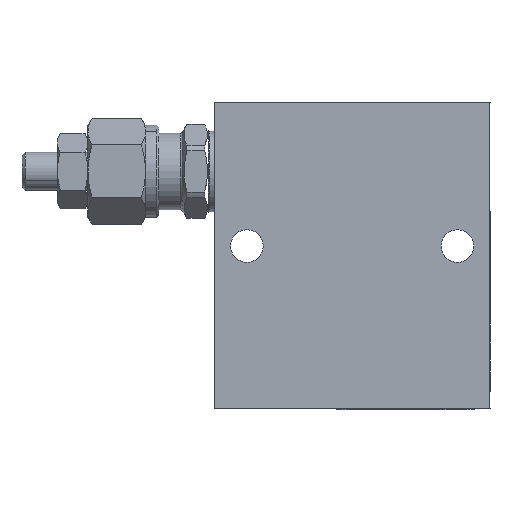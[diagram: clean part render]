
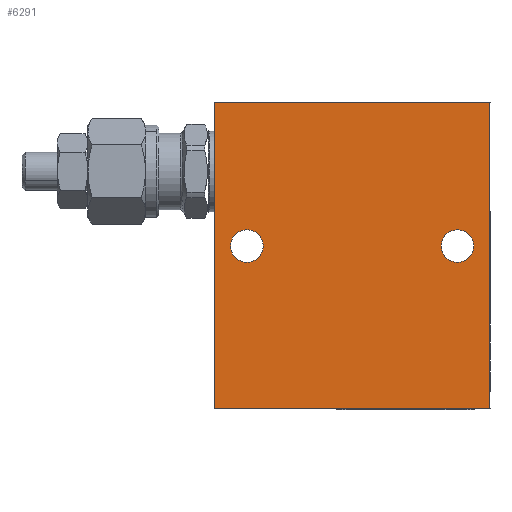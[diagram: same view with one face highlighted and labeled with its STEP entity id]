
A CAD part, left-side view. The second image highlights one B-rep face of the part: STEP entity #6291.
In plain terms, the highlighted planar face has unit normal (-1, 0, 0).
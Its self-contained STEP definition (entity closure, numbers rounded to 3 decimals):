
#181 = CARTESIAN_POINT ( 'NONE',  ( 0., 0., 0. ) ) ;
#970 = EDGE_LOOP ( 'NONE', ( #6193, #24034 ) ) ;
#2371 = AXIS2_PLACEMENT_3D ( 'NONE', #3049, #5713, #19896 ) ;
#2389 = FACE_BOUND ( 'NONE', #970, .T. ) ;
#3049 = CARTESIAN_POINT ( 'NONE',  ( 0., 63.5, -37.5 ) ) ;
#3619 = VECTOR ( 'NONE', #29101, 1000. ) ;
#3896 = CARTESIAN_POINT ( 'NONE',  ( 0., 8.5, -33.25 ) ) ;
#4227 = VERTEX_POINT ( 'NONE', #18106 ) ;
#4457 = VERTEX_POINT ( 'NONE', #28902 ) ;
#4915 = DIRECTION ( 'NONE',  ( -1., 0., 0. ) ) ;
#5713 = DIRECTION ( 'NONE',  ( -1., 0., 0. ) ) ;
#5892 = VECTOR ( 'NONE', #19930, 1000. ) ;
#6193 = ORIENTED_EDGE ( 'NONE', *, *, #9216, .F. ) ;
#6291 = ADVANCED_FACE ( 'NONE', ( #26467, #2389, #24120 ), #7442, .T. ) ;
#6536 = EDGE_LOOP ( 'NONE', ( #29225, #20137 ) ) ;
#6552 = VERTEX_POINT ( 'NONE', #21648 ) ;
#6657 = EDGE_CURVE ( 'NONE', #4457, #17937, #10629, .T. ) ;
#7442 = PLANE ( 'NONE',  #10731 ) ;
#7866 = CARTESIAN_POINT ( 'NONE',  ( 0., 63.5, -33.25 ) ) ;
#9216 = EDGE_CURVE ( 'NONE', #4227, #20048, #23146, .T. ) ;
#10629 = LINE ( 'NONE', #22578, #5892 ) ;
#10731 = AXIS2_PLACEMENT_3D ( 'NONE', #19249, #4915, #14549 ) ;
#10963 = ORIENTED_EDGE ( 'NONE', *, *, #12594, .F. ) ;
#11615 = DIRECTION ( 'NONE',  ( 0., 0., 1. ) ) ;
#12156 = LINE ( 'NONE', #181, #20373 ) ;
#12594 = EDGE_CURVE ( 'NONE', #6552, #17937, #12156, .T. ) ;
#12610 = EDGE_CURVE ( 'NONE', #24190, #4457, #27707, .T. ) ;
#12941 = CARTESIAN_POINT ( 'NONE',  ( 0., 0., -80. ) ) ;
#12962 = EDGE_LOOP ( 'NONE', ( #10963, #26959, #20368, #28114 ) ) ;
#13776 = CARTESIAN_POINT ( 'NONE',  ( 0., 0., 0. ) ) ;
#14549 = DIRECTION ( 'NONE',  ( 0., 0., 1. ) ) ;
#15202 = DIRECTION ( 'NONE',  ( -1., 0., 0. ) ) ;
#15429 = AXIS2_PLACEMENT_3D ( 'NONE', #27828, #18402, #11615 ) ;
#16085 = CARTESIAN_POINT ( 'NONE',  ( 0., 72., -80. ) ) ;
#17383 = VERTEX_POINT ( 'NONE', #3896 ) ;
#17914 = VERTEX_POINT ( 'NONE', #23057 ) ;
#17937 = VERTEX_POINT ( 'NONE', #13776 ) ;
#18106 = CARTESIAN_POINT ( 'NONE',  ( 0., 63.5, -41.75 ) ) ;
#18402 = DIRECTION ( 'NONE',  ( -1., 0., 0. ) ) ;
#18637 = AXIS2_PLACEMENT_3D ( 'NONE', #20510, #15202, #22547 ) ;
#19249 = CARTESIAN_POINT ( 'NONE',  ( 0., 0., -80. ) ) ;
#19401 = DIRECTION ( 'NONE',  ( 0., -1., 0. ) ) ;
#19837 = CARTESIAN_POINT ( 'NONE',  ( 0., 72., -80. ) ) ;
#19896 = DIRECTION ( 'NONE',  ( 0., 0., 1. ) ) ;
#19930 = DIRECTION ( 'NONE',  ( 0., 0., 1. ) ) ;
#20048 = VERTEX_POINT ( 'NONE', #7866 ) ;
#20137 = ORIENTED_EDGE ( 'NONE', *, *, #22766, .F. ) ;
#20368 = ORIENTED_EDGE ( 'NONE', *, *, #12610, .T. ) ;
#20373 = VECTOR ( 'NONE', #19401, 1000. ) ;
#20510 = CARTESIAN_POINT ( 'NONE',  ( 0., 63.5, -37.5 ) ) ;
#21266 = CARTESIAN_POINT ( 'NONE',  ( 0., 8.5, -37.5 ) ) ;
#21648 = CARTESIAN_POINT ( 'NONE',  ( 0., 72., 0. ) ) ;
#22466 = CIRCLE ( 'NONE', #25503, 4.25 ) ;
#22499 = CIRCLE ( 'NONE', #2371, 4.25 ) ;
#22547 = DIRECTION ( 'NONE',  ( 0., 0., 1. ) ) ;
#22578 = CARTESIAN_POINT ( 'NONE',  ( 0., 0., -80. ) ) ;
#22766 = EDGE_CURVE ( 'NONE', #17383, #17914, #29479, .T. ) ;
#22871 = VECTOR ( 'NONE', #24887, 1000. ) ;
#23057 = CARTESIAN_POINT ( 'NONE',  ( 0., 8.5, -41.75 ) ) ;
#23146 = CIRCLE ( 'NONE', #18637, 4.25 ) ;
#23731 = EDGE_CURVE ( 'NONE', #20048, #4227, #22499, .T. ) ;
#24034 = ORIENTED_EDGE ( 'NONE', *, *, #23731, .F. ) ;
#24120 = FACE_OUTER_BOUND ( 'NONE', #12962, .T. ) ;
#24190 = VERTEX_POINT ( 'NONE', #16085 ) ;
#24887 = DIRECTION ( 'NONE',  ( 0., -1., 0. ) ) ;
#25181 = EDGE_CURVE ( 'NONE', #17914, #17383, #22466, .T. ) ;
#25503 = AXIS2_PLACEMENT_3D ( 'NONE', #21266, #28338, #30859 ) ;
#26467 = FACE_BOUND ( 'NONE', #6536, .T. ) ;
#26894 = LINE ( 'NONE', #19837, #3619 ) ;
#26959 = ORIENTED_EDGE ( 'NONE', *, *, #30845, .F. ) ;
#27707 = LINE ( 'NONE', #12941, #22871 ) ;
#27828 = CARTESIAN_POINT ( 'NONE',  ( 0., 8.5, -37.5 ) ) ;
#28114 = ORIENTED_EDGE ( 'NONE', *, *, #6657, .T. ) ;
#28338 = DIRECTION ( 'NONE',  ( -1., 0., 0. ) ) ;
#28902 = CARTESIAN_POINT ( 'NONE',  ( 0., 0., -80. ) ) ;
#29101 = DIRECTION ( 'NONE',  ( 0., 0., 1. ) ) ;
#29225 = ORIENTED_EDGE ( 'NONE', *, *, #25181, .F. ) ;
#29479 = CIRCLE ( 'NONE', #15429, 4.25 ) ;
#30845 = EDGE_CURVE ( 'NONE', #24190, #6552, #26894, .T. ) ;
#30859 = DIRECTION ( 'NONE',  ( 0., 0., 1. ) ) ;
